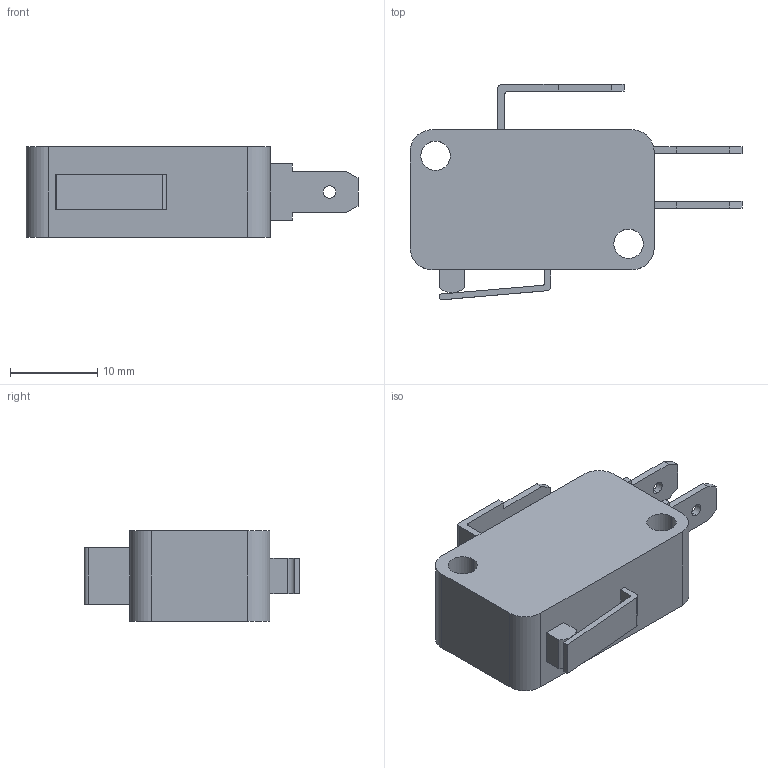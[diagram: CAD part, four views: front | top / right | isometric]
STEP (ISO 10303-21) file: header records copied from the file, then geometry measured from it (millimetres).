
FILE_DESCRIPTION (( 'STEP AP214' ), '1' );
FILE_NAME ('User Library-d44l-r1la.STEP', '2020-02-26T08:33:19', ( '' ), ( '' ), 'SwSTEP 2.0', 'SolidWorks 2019', '' );
FILE_SCHEMA (( 'AUTOMOTIVE_DESIGN' ));
Length unit declared in the file: inch
Products named in the file (1): User Library-d44l-r1la
Bounding box: 38 x 24.7 x 10.35 mm (x, y, z)
Volume: 4624.1 mm3; surface area: 2577.7 mm2
Topology: 1 solids, 1 shells, 71 faces, 195 edges, 130 vertices
Faces by surface type: plane 52, cylinder 19
Entity records: 3037 total; most frequent: CARTESIAN_POINT 397, ORIENTED_EDGE 390, DIRECTION 379, EDGE_CURVE 195, LINE 155, VECTOR 155, VERTEX_POINT 130, AXIS2_PLACEMENT_3D 112
